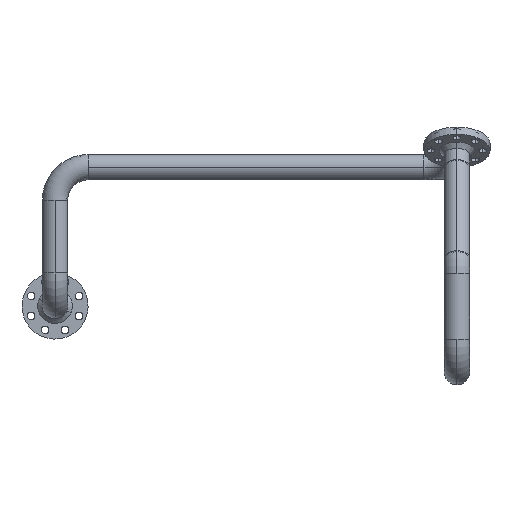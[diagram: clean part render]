
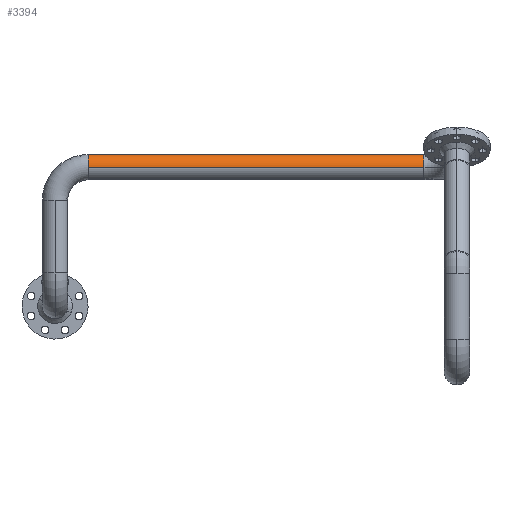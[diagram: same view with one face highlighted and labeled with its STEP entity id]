
A CAD part, left-side view. The second image highlights one B-rep face of the part: STEP entity #3394.
In plain terms, the highlighted cylindrical face has radius 36.5 mm (diameter 73 mm), a partial arc.
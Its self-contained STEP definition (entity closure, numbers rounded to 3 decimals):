
#11 = EDGE_LOOP ( 'NONE', ( #840, #844, #1299, #940 ) ) ;
#69 = EDGE_CURVE ( 'NONE', #1595, #426, #895, .T. ) ;
#77 = CARTESIAN_POINT ( 'NONE',  ( 0., 966.68, -36.5 ) ) ;
#317 = EDGE_CURVE ( 'NONE', #1595, #1417, #1683, .T. ) ;
#426 = VERTEX_POINT ( 'NONE', #2595 ) ;
#840 = ORIENTED_EDGE ( 'NONE', *, *, #317, .F. ) ;
#844 = ORIENTED_EDGE ( 'NONE', *, *, #69, .T. ) ;
#895 = LINE ( 'NONE', #1160, #3263 ) ;
#922 = EDGE_CURVE ( 'NONE', #1417, #3864, #2214, .T. ) ;
#940 = ORIENTED_EDGE ( 'NONE', *, *, #922, .F. ) ;
#1069 = CARTESIAN_POINT ( 'NONE',  ( 0., 0., 0. ) ) ;
#1160 = CARTESIAN_POINT ( 'NONE',  ( 0., 966.68, 36.5 ) ) ;
#1161 = CYLINDRICAL_SURFACE ( 'NONE', #1737, 36.5 ) ;
#1204 = DIRECTION ( 'NONE',  ( 0., 0., -1. ) ) ;
#1297 = CARTESIAN_POINT ( 'NONE',  ( 0., 0., -36.5 ) ) ;
#1299 = ORIENTED_EDGE ( 'NONE', *, *, #1866, .T. ) ;
#1417 = VERTEX_POINT ( 'NONE', #1465 ) ;
#1465 = CARTESIAN_POINT ( 'NONE',  ( 0., 966.68, -36.5 ) ) ;
#1595 = VERTEX_POINT ( 'NONE', #1816 ) ;
#1683 = CIRCLE ( 'NONE', #3074, 36.5 ) ;
#1737 = AXIS2_PLACEMENT_3D ( 'NONE', #2321, #3586, #1204 ) ;
#1816 = CARTESIAN_POINT ( 'NONE',  ( 0., 966.68, 36.5 ) ) ;
#1866 = EDGE_CURVE ( 'NONE', #426, #3864, #3626, .T. ) ;
#1951 = DIRECTION ( 'NONE',  ( 0., 0., 1. ) ) ;
#2214 = LINE ( 'NONE', #77, #3080 ) ;
#2232 = CARTESIAN_POINT ( 'NONE',  ( 0., 966.68, 0. ) ) ;
#2321 = CARTESIAN_POINT ( 'NONE',  ( 0., 966.68, 0. ) ) ;
#2436 = DIRECTION ( 'NONE',  ( 0., -1., 0. ) ) ;
#2595 = CARTESIAN_POINT ( 'NONE',  ( 0., 0., 36.5 ) ) ;
#3074 = AXIS2_PLACEMENT_3D ( 'NONE', #2232, #3093, #3695 ) ;
#3080 = VECTOR ( 'NONE', #3087, 1000. ) ;
#3087 = DIRECTION ( 'NONE',  ( 0., -1., 0. ) ) ;
#3093 = DIRECTION ( 'NONE',  ( 0., 1., 0. ) ) ;
#3185 = AXIS2_PLACEMENT_3D ( 'NONE', #1069, #3803, #1951 ) ;
#3263 = VECTOR ( 'NONE', #2436, 1000. ) ;
#3394 = ADVANCED_FACE ( 'NONE', ( #3854 ), #1161, .T. ) ;
#3586 = DIRECTION ( 'NONE',  ( 0., -1., 0. ) ) ;
#3626 = CIRCLE ( 'NONE', #3185, 36.5 ) ;
#3695 = DIRECTION ( 'NONE',  ( 0., 0., 1. ) ) ;
#3803 = DIRECTION ( 'NONE',  ( 0., 1., 0. ) ) ;
#3854 = FACE_OUTER_BOUND ( 'NONE', #11, .T. ) ;
#3864 = VERTEX_POINT ( 'NONE', #1297 ) ;
